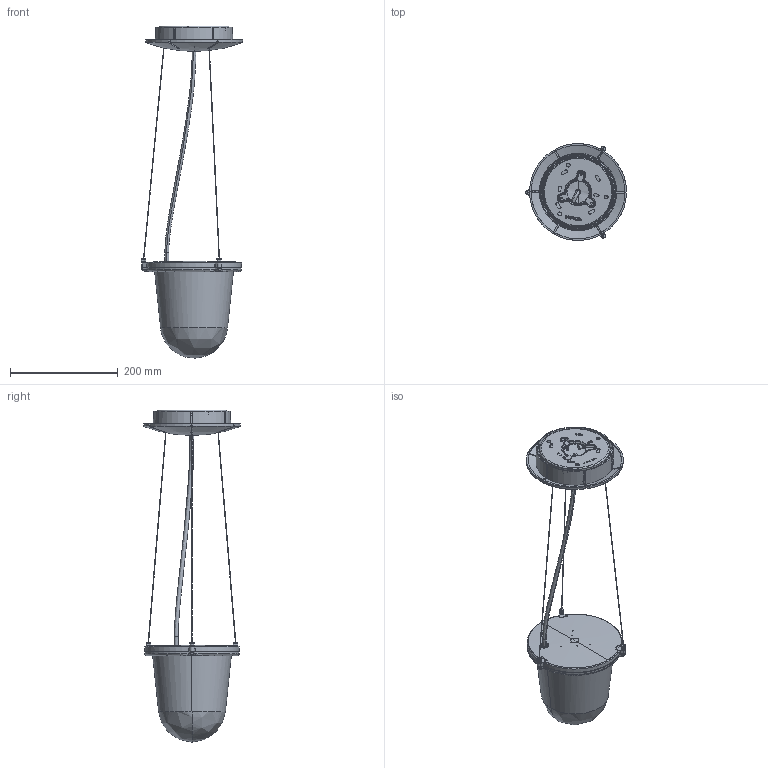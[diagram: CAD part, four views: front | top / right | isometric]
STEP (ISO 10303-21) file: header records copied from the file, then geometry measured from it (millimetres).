
FILE_DESCRIPTION(/* description */ (''),/* implementation_level */ '2;1');
FILE_NAME(/* name */ 'TOLOMEO OUTDOOR LAMPIONE SOSP',/* time_stamp */ '2018-01-25T15:18:39+01:00',/* author */ (''),/* organization */ (''),/* preprocessor_version */ 'ST-DEVELOPER v15',/* originating_system */ '',/* authorisation */ '');
FILE_SCHEMA (('CONFIG_CONTROL_DESIGN'));
Products named in the file (5): Document; Blocco 03; Blocco 04; Blocco 06; Blocco 07
Assembly tree (4 placements, depth 2):
  Document
    Blocco 03
    Blocco 04
    Blocco 06
    Blocco 07
Bounding box: 187.59 x 179.99 x 616.19 mm (x, y, z)
Volume: 25240.2 mm3; surface area: 366597.9 mm2
Topology: 4 solids, 27 shells, 2352 faces, 5907 edges, 3470 vertices
Faces by surface type: bspline 1803, plane 549
Entity records: 107330 total; most frequent: CARTESIAN_POINT 74781, ORIENTED_EDGE 11418, EDGE_CURVE 5783, VERTEX_POINT 3476, EDGE_LOOP 2450, B_SPLINE_CURVE_WITH_KNOTS 2376, ADVANCED_FACE 2347, FACE_OUTER_BOUND 2347
